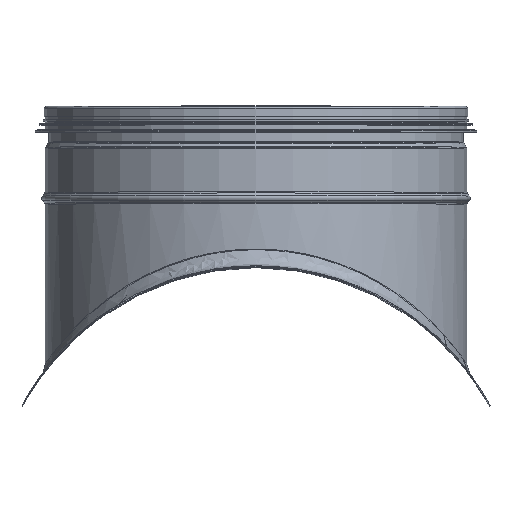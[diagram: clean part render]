
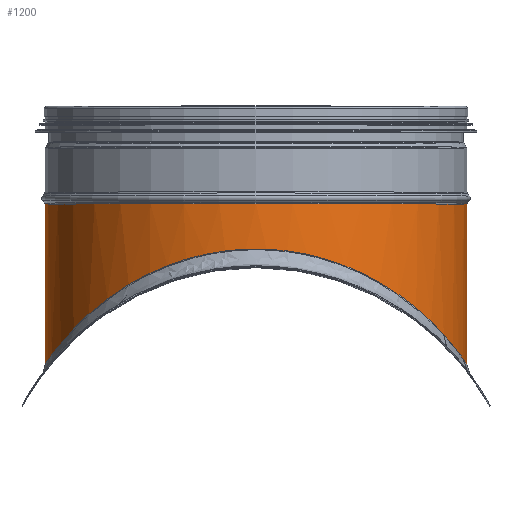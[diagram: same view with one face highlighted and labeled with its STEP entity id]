
A CAD part, top view. The second image highlights one B-rep face of the part: STEP entity #1200.
In plain terms, the highlighted cylindrical face has radius 123.95 mm (diameter 247.9 mm), a full revolution.
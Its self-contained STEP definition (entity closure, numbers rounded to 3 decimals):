
#885=CARTESIAN_POINT('',(-123.95,98.766,0.));
#886=VERTEX_POINT('',#885);
#894=CARTESIAN_POINT('',(-123.95,98.766,0.));
#895=CARTESIAN_POINT('',(-123.95,98.766,-4.917));
#896=CARTESIAN_POINT('',(-123.361,99.636,-14.752));
#897=CARTESIAN_POINT('',(-119.941,104.502,-33.689));
#898=CARTESIAN_POINT('',(-112.042,114.694,-55.21));
#899=CARTESIAN_POINT('',(-97.885,129.161,-77.535));
#900=CARTESIAN_POINT('',(-79.321,143.448,-96.498));
#901=CARTESIAN_POINT('',(-56.398,155.766,-111.551));
#902=CARTESIAN_POINT('',(-29.503,164.344,-121.569));
#903=CARTESIAN_POINT('',(0.002,167.47,-125.145));
#904=CARTESIAN_POINT('',(26.224,164.69,-121.963));
#905=CARTESIAN_POINT('',(47.489,158.726,-115.011));
#906=CARTESIAN_POINT('',(69.677,149.353,-103.789));
#907=CARTESIAN_POINT('',(88.15,137.177,-88.502));
#908=CARTESIAN_POINT('',(102.686,124.304,-70.157));
#909=CARTESIAN_POINT('',(111.616,114.889,-54.878));
#910=CARTESIAN_POINT('',(118.44,106.515,-38.068));
#911=CARTESIAN_POINT('',(122.89,100.346,-19.666));
#912=CARTESIAN_POINT('',(124.482,97.969,0.001));
#913=CARTESIAN_POINT('',(122.889,100.349,19.664));
#914=CARTESIAN_POINT('',(118.443,106.508,38.071));
#915=CARTESIAN_POINT('',(109.328,117.705,60.482));
#916=CARTESIAN_POINT('',(92.745,134.16,84.68));
#917=CARTESIAN_POINT('',(65.075,152.383,107.613));
#918=CARTESIAN_POINT('',(40.141,161.367,118.091));
#919=CARTESIAN_POINT('',(24.341,164.359,121.568));
#920=CARTESIAN_POINT('',(17.951,165.356,122.719));
#921=CARTESIAN_POINT('',(9.835,166.198,123.689));
#922=CARTESIAN_POINT('',(1.639,166.481,124.015));
#923=CARTESIAN_POINT('',(-4.1,166.383,123.902));
#924=CARTESIAN_POINT('',(-7.372,166.241,123.738));
#925=CARTESIAN_POINT('',(-22.085,165.371,122.736));
#926=CARTESIAN_POINT('',(-48.33,159.699,116.229));
#927=CARTESIAN_POINT('',(-77.267,145.03,98.595));
#928=CARTESIAN_POINT('',(-97.884,129.161,77.537));
#929=CARTESIAN_POINT('',(-112.045,114.692,55.206));
#930=CARTESIAN_POINT('',(-119.939,104.503,33.692));
#931=CARTESIAN_POINT('',(-123.362,99.635,14.751));
#932=CARTESIAN_POINT('',(-123.95,98.766,4.917));
#933=CARTESIAN_POINT('',(-123.95,98.766,0.));
#934=B_SPLINE_CURVE_WITH_KNOTS('',3,(#894,#895,#896,#897,#898,#899,#900,#901,#902,#903,#904,#905,#906,#907,#908,#909,#910,#911,#912,#913,#914,#915,#916,#917,#918,#919,#920,#921,#922,#923,#924,#925,#926,#927,#928,#929,#930,#931,#932,#933),.UNSPECIFIED.,.T.,.U.,(4,1,1,1,1,1,1,1,1,1,1,1,1,1,1,1,1,1,1,1,1,1,1,1,1,1,1,1,1,1,1,1,1,1,1,1,1,4),(0.0,1.427,2.854,5.707,8.561,11.415,14.269,17.122,19.976,22.83,24.732,26.635,30.44,32.342,34.244,36.147,38.049,39.952,41.854,43.757,45.659,49.464,53.269,57.074,57.55,58.025,58.977,59.928,60.403,60.641,60.879,64.684,68.489,71.343,74.196,77.05,78.477,79.904),.UNSPECIFIED.);
#935=EDGE_CURVE('',#886,#886,#934,.T.);
#1181=CARTESIAN_POINT('',(0.,144.15,0.0));
#1182=DIRECTION('',(0.,1.0,0.0));
#1183=DIRECTION('',(-1.0,0.0,0.0));
#1184=AXIS2_PLACEMENT_3D('',#1181,#1182,#1183);
#1185=CYLINDRICAL_SURFACE('',#1184,123.95);
#1186=CARTESIAN_POINT('',(-123.95,192.9,0.0));
#1187=VERTEX_POINT('',#1186);
#1188=CARTESIAN_POINT('',(0.,192.9,0.0));
#1189=DIRECTION('',(0.0,1.0,0.0));
#1190=DIRECTION('',(-1.0,0.0,0.0));
#1191=AXIS2_PLACEMENT_3D('',#1188,#1189,#1190);
#1192=CIRCLE('',#1191,123.95);
#1193=EDGE_CURVE('',#1187,#1187,#1192,.T.);
#1194=ORIENTED_EDGE('',*,*,#1193,.F.);
#1195=EDGE_LOOP('',(#1194));
#1196=FACE_OUTER_BOUND('',#1195,.T.);
#1197=ORIENTED_EDGE('',*,*,#935,.F.);
#1198=EDGE_LOOP('',(#1197));
#1199=FACE_BOUND('',#1198,.T.);
#1200=ADVANCED_FACE('',(#1196,#1199),#1185,.T.);
